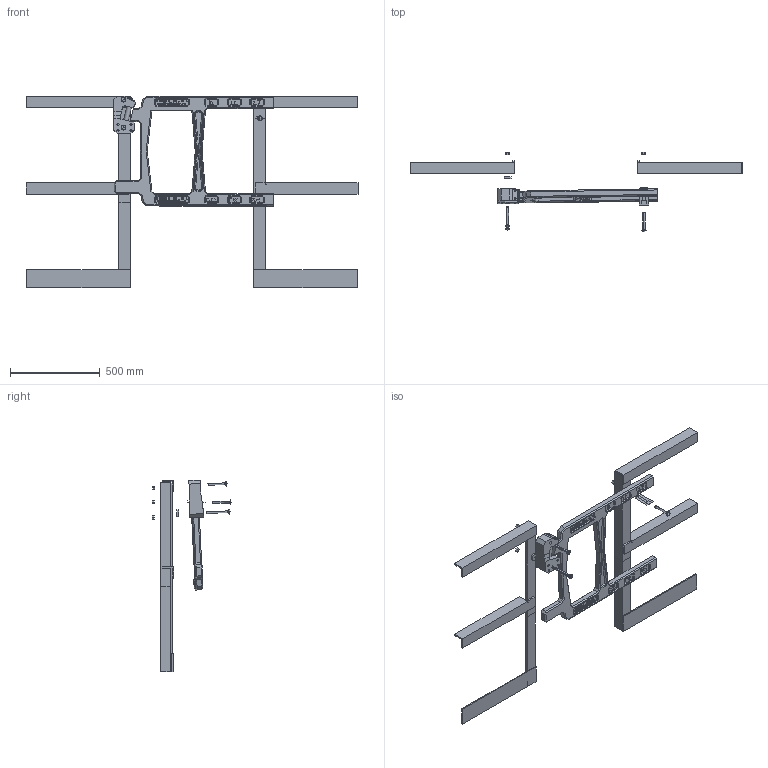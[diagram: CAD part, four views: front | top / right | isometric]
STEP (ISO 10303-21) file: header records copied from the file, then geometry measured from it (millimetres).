
FILE_DESCRIPTION(/* description */ (''),/* implementation_level */ '2;1');
FILE_NAME(/* name */ 'UDG-27_Angle_Guardrail',/* time_stamp */ '2013-09-09T07:25:21-05:00',/* author */ (''),/* organization */ (''),/* preprocessor_version */ 'ST-DEVELOPER v10',/* originating_system */ '',/* authorisation */ '');
FILE_SCHEMA (('CONFIG_CONTROL_DESIGN'));
Products named in the file (1): 1
Bounding box: 1846.05 x 441.57 x 1067.11 mm (x, y, z)
Volume: 5832753.7 mm3; surface area: 2126918.9 mm2
Topology: 230 solids, 237 shells, 3029 faces, 7178 edges, 4628 vertices
Faces by surface type: bspline 3029
Entity records: 105239 total; most frequent: CARTESIAN_POINT 61490, ORIENTED_EDGE 14278, EDGE_CURVE 7168, B_SPLINE_CURVE_WITH_KNOTS 5449, VERTEX_POINT 4626, EDGE_LOOP 3192, ADVANCED_FACE 3029, FACE_OUTER_BOUND 3029
